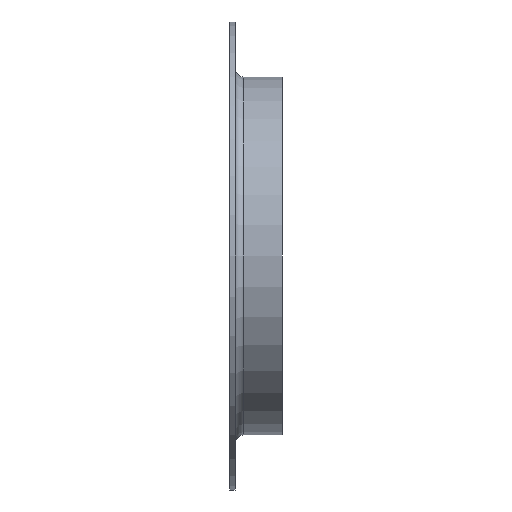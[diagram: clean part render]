
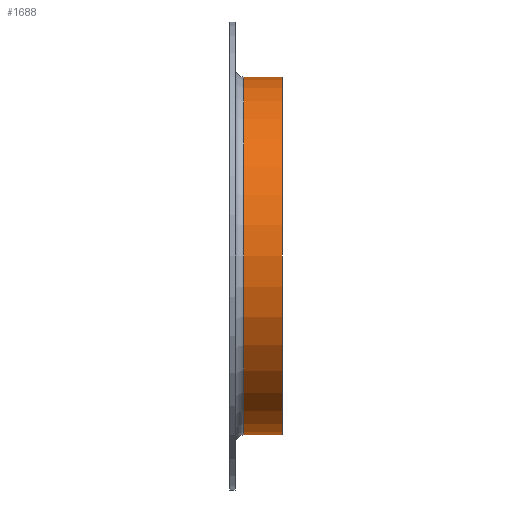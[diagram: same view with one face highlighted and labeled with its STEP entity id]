
A CAD part, front view. The second image highlights one B-rep face of the part: STEP entity #1688.
In plain terms, the highlighted cylindrical face has radius 102.5 mm (diameter 205 mm), a full revolution.
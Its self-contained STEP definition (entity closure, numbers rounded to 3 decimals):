
#347 = AXIS2_PLACEMENT_3D ( 'NONE', #1884, #6424, #14987 ) ;
#549 = EDGE_CURVE ( 'NONE', #7020, #7020, #2402, .T. ) ;
#994 = DIRECTION ( 'NONE',  ( 0., 0., 1. ) ) ;
#1106 = EDGE_LOOP ( 'NONE', ( #11788 ) ) ;
#1688 = ADVANCED_FACE ( 'NONE', ( #10020, #12866 ), #2149, .T. ) ;
#1884 = CARTESIAN_POINT ( 'NONE',  ( 30., 0., 0. ) ) ;
#2128 = CARTESIAN_POINT ( 'NONE',  ( 8., 0., 0. ) ) ;
#2149 = CYLINDRICAL_SURFACE ( 'NONE', #4769, 102.5 ) ;
#2402 = CIRCLE ( 'NONE', #4905, 102.5 ) ;
#4769 = AXIS2_PLACEMENT_3D ( 'NONE', #6938, #13951, #994 ) ;
#4905 = AXIS2_PLACEMENT_3D ( 'NONE', #2128, #9130, #13773 ) ;
#5690 = VERTEX_POINT ( 'NONE', #14036 ) ;
#6287 = EDGE_CURVE ( 'NONE', #5690, #5690, #6622, .T. ) ;
#6424 = DIRECTION ( 'NONE',  ( -1., 0., 0. ) ) ;
#6622 = CIRCLE ( 'NONE', #347, 102.5 ) ;
#6938 = CARTESIAN_POINT ( 'NONE',  ( 0., 0., 0. ) ) ;
#7020 = VERTEX_POINT ( 'NONE', #11551 ) ;
#9130 = DIRECTION ( 'NONE',  ( -1., 0., 0. ) ) ;
#10020 = FACE_OUTER_BOUND ( 'NONE', #11348, .T. ) ;
#11348 = EDGE_LOOP ( 'NONE', ( #14605 ) ) ;
#11551 = CARTESIAN_POINT ( 'NONE',  ( 8., 0., 102.5 ) ) ;
#11788 = ORIENTED_EDGE ( 'NONE', *, *, #6287, .T. ) ;
#12866 = FACE_OUTER_BOUND ( 'NONE', #1106, .T. ) ;
#13773 = DIRECTION ( 'NONE',  ( 0., 0., 1. ) ) ;
#13951 = DIRECTION ( 'NONE',  ( -1., 0., 0. ) ) ;
#14036 = CARTESIAN_POINT ( 'NONE',  ( 30., 0., 102.5 ) ) ;
#14605 = ORIENTED_EDGE ( 'NONE', *, *, #549, .F. ) ;
#14987 = DIRECTION ( 'NONE',  ( 0., 0., 1. ) ) ;
